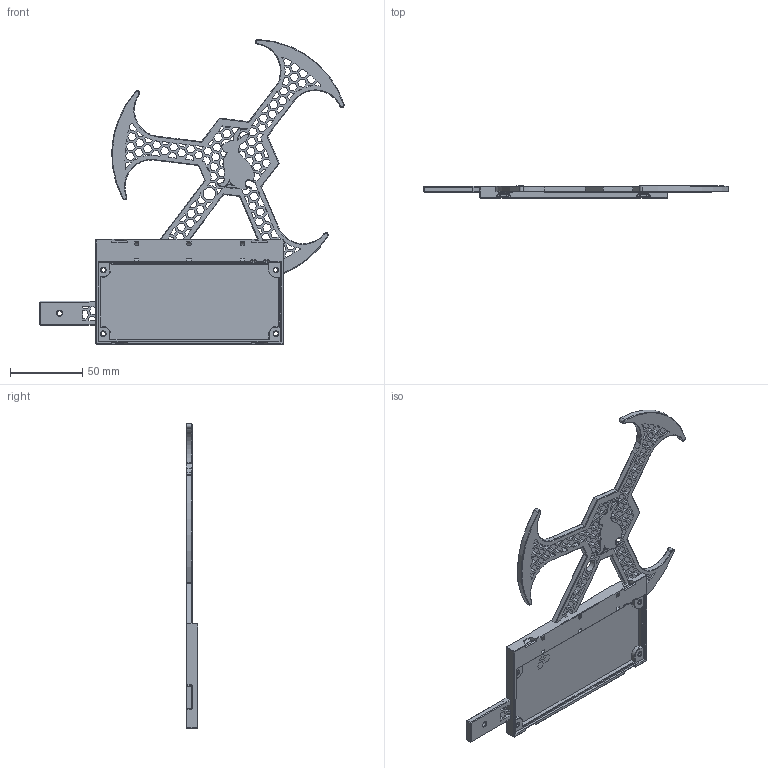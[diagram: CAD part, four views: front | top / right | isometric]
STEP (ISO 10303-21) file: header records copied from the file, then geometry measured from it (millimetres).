
FILE_DESCRIPTION(/* description */ (''),/* implementation_level */ '2;1');
FILE_NAME(/* name */ '[a]_Support_Arm_Endcap_With_MMB.step',/* time_stamp */ '2023-12-18T03:54:18-05:00',/* author */ (''),/* organization */ (''),/* preprocessor_version */ 'ST-DEVELOPER v20',/* originating_system */ 'Autodesk Translation Framework v12.14.0.127',/* authorisation */ '');
FILE_SCHEMA (('AUTOMOTIVE_DESIGN { 1 0 10303 214 3 1 1 }'));
Length unit declared in the file: millimetre
Products named in the file (1): ERCF Assembly
Bounding box: 210.13 x 8.05 x 210.4 mm (x, y, z)
Volume: 65940.9 mm3; surface area: 46915.8 mm2
Topology: 1 solids, 1 shells, 1436 faces, 4176 edges, 2700 vertices
Faces by surface type: plane 983, bspline 267, cylinder 129, cone 53, sphere 4
Full cylindrical faces by diameter (mm): 2.9 x2, 3.1 x4, 3.4 x1, 4.7 x4, 8.5 x1
Entity records: 49181 total; most frequent: CARTESIAN_POINT 12910, ORIENTED_EDGE 8352, DIRECTION 6256, EDGE_CURVE 4176, LINE 3120, VECTOR 3120, VERTEX_POINT 2700, EDGE_LOOP 1694
